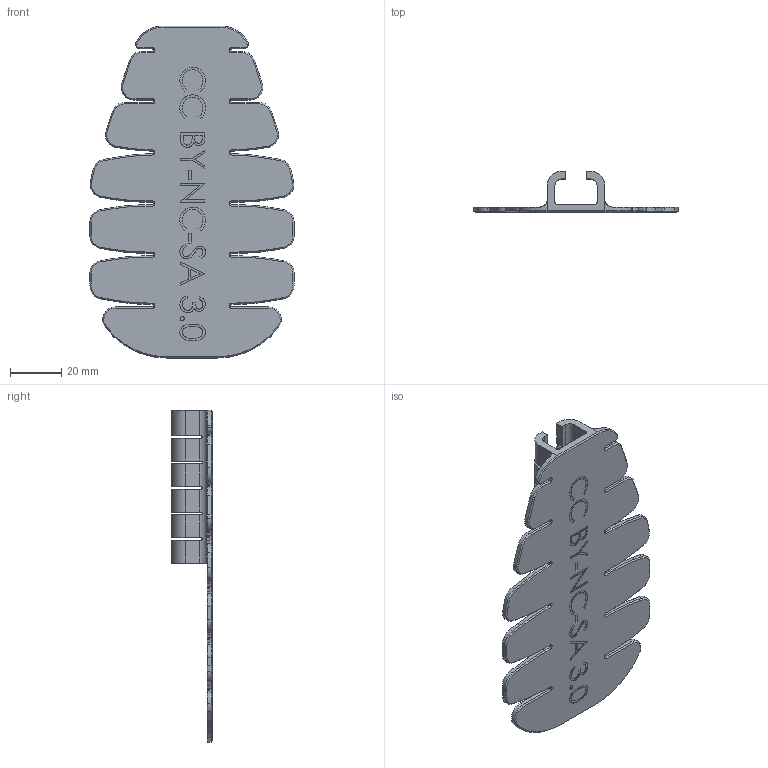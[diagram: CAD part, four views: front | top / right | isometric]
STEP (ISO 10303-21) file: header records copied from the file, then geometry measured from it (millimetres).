
FILE_DESCRIPTION (( 'STEP AP214' ), '1' );
FILE_NAME ('xr elite headstrap.STEP', '2023-11-11T23:34:11', ( '' ), ( '' ), 'SwSTEP 2.0', 'SolidWorks 2010', '' );
FILE_SCHEMA (( 'AUTOMOTIVE_DESIGN' ));
Length unit declared in the file: millimetre
Products named in the file (1): xr elite headstrap
Bounding box: 80 x 16 x 130 mm (x, y, z)
Volume: 22844.7 mm3; surface area: 22143.9 mm2
Topology: 1 solids, 1 shells, 704 faces, 1895 edges, 1220 vertices
Faces by surface type: plane 358, cylinder 144, bspline 132, cone 70
Entity records: 30595 total; most frequent: CARTESIAN_POINT 13612, ORIENTED_EDGE 3790, DIRECTION 3103, EDGE_CURVE 1895, LINE 1245, VECTOR 1245, VERTEX_POINT 1220, AXIS2_PLACEMENT_3D 929
